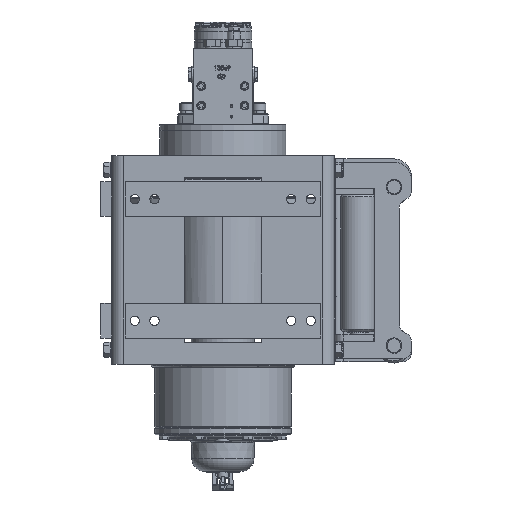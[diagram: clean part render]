
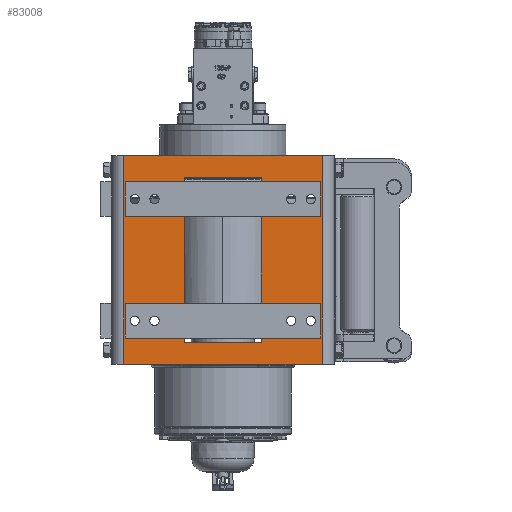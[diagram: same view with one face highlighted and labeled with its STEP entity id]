
A CAD part, front view. The second image highlights one B-rep face of the part: STEP entity #83008.
In plain terms, the highlighted planar face has unit normal (0, -1, 0).
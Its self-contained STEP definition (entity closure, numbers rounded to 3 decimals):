
#80937=DIRECTION('',(-1.,0.,0.));
#80938=VECTOR('',#80937,4.438);
#80939=CARTESIAN_POINT('',(2.219,-6.469,-0.438));
#80940=LINE('',#80939,#80938);
#80953=DIRECTION('',(1.,0.,0.));
#80954=VECTOR('',#80953,3.406);
#80955=CARTESIAN_POINT('',(-5.625,-6.469,-7.688));
#80956=LINE('',#80955,#80954);
#80957=DIRECTION('',(0.,0.,1.));
#80958=VECTOR('',#80957,2.);
#80959=CARTESIAN_POINT('',(-5.625,-6.469,-9.688));
#80960=LINE('',#80959,#80958);
#80961=DIRECTION('',(-1.,0.,0.));
#80962=VECTOR('',#80961,3.406);
#80963=CARTESIAN_POINT('',(-2.219,-6.469,-9.688));
#80964=LINE('',#80963,#80962);
#80965=DIRECTION('',(-1.,0.,0.));
#80966=VECTOR('',#80965,3.406);
#80967=CARTESIAN_POINT('',(5.625,-6.469,-9.688));
#80968=LINE('',#80967,#80966);
#80969=DIRECTION('',(0.,0.,-1.));
#80970=VECTOR('',#80969,2.);
#80971=CARTESIAN_POINT('',(5.625,-6.469,-7.688));
#80972=LINE('',#80971,#80970);
#80973=DIRECTION('',(1.,0.,0.));
#80974=VECTOR('',#80973,3.406);
#80975=CARTESIAN_POINT('',(2.219,-6.469,-7.688));
#80976=LINE('',#80975,#80974);
#80977=DIRECTION('',(-1.,0.,0.));
#80978=VECTOR('',#80977,3.406);
#80979=CARTESIAN_POINT('',(5.625,-6.469,-2.688));
#80980=LINE('',#80979,#80978);
#80981=DIRECTION('',(0.,0.,-1.));
#80982=VECTOR('',#80981,2.);
#80983=CARTESIAN_POINT('',(5.625,-6.469,-0.688));
#80984=LINE('',#80983,#80982);
#80985=DIRECTION('',(1.,0.,0.));
#80986=VECTOR('',#80985,3.406);
#80987=CARTESIAN_POINT('',(2.219,-6.469,-0.688));
#80988=LINE('',#80987,#80986);
#80989=DIRECTION('',(1.,0.,0.));
#80990=VECTOR('',#80989,3.406);
#80991=CARTESIAN_POINT('',(-5.625,-6.469,-0.688));
#80992=LINE('',#80991,#80990);
#80993=DIRECTION('',(0.,0.,1.));
#80994=VECTOR('',#80993,2.);
#80995=CARTESIAN_POINT('',(-5.625,-6.469,-2.688));
#80996=LINE('',#80995,#80994);
#80997=DIRECTION('',(-1.,0.,0.));
#80998=VECTOR('',#80997,3.406);
#80999=CARTESIAN_POINT('',(-2.219,-6.469,-2.688));
#81000=LINE('',#80999,#80998);
#81005=DIRECTION('',(0.,0.,-1.));
#81006=VECTOR('',#81005,12.);
#81007=CARTESIAN_POINT('',(5.719,-6.469,0.813));
#81008=LINE('',#81007,#81006);
#82135=DIRECTION('',(0.,0.,1.));
#82136=VECTOR('',#82135,12.);
#82137=CARTESIAN_POINT('',(-5.719,-6.469,-11.188));
#82138=LINE('',#82137,#82136);
#82181=DIRECTION('',(-1.,0.,0.));
#82182=VECTOR('',#82181,11.438);
#82183=CARTESIAN_POINT('',(5.719,-6.469,-11.188));
#82184=LINE('',#82183,#82182);
#82238=DIRECTION('',(1.,0.,0.));
#82239=VECTOR('',#82238,11.438);
#82240=CARTESIAN_POINT('',(-5.719,-6.469,0.813));
#82241=LINE('',#82240,#82239);
#82255=DIRECTION('',(1.,0.,0.));
#82256=VECTOR('',#82255,4.438);
#82257=CARTESIAN_POINT('',(-2.219,-6.469,-9.938));
#82258=LINE('',#82257,#82256);
#82267=DIRECTION('',(0.,0.,-1.));
#82268=VECTOR('',#82267,0.25);
#82269=CARTESIAN_POINT('',(-2.219,-6.469,-0.438));
#82270=LINE('',#82269,#82268);
#82275=DIRECTION('',(0.,0.,-1.));
#82276=VECTOR('',#82275,0.25);
#82277=CARTESIAN_POINT('',(-2.219,-6.469,-9.688));
#82278=LINE('',#82277,#82276);
#82283=DIRECTION('',(0.,0.,-1.));
#82284=VECTOR('',#82283,5.);
#82285=CARTESIAN_POINT('',(-2.219,-6.469,-2.688));
#82286=LINE('',#82285,#82284);
#82403=DIRECTION('',(0.,0.,1.));
#82404=VECTOR('',#82403,0.25);
#82405=CARTESIAN_POINT('',(2.219,-6.469,-9.938));
#82406=LINE('',#82405,#82404);
#82415=DIRECTION('',(0.,0.,1.));
#82416=VECTOR('',#82415,0.25);
#82417=CARTESIAN_POINT('',(2.219,-6.469,-0.688));
#82418=LINE('',#82417,#82416);
#82423=DIRECTION('',(0.,0.,1.));
#82424=VECTOR('',#82423,5.);
#82425=CARTESIAN_POINT('',(2.219,-6.469,-7.688));
#82426=LINE('',#82425,#82424);
#82609=CARTESIAN_POINT('',(2.219,-6.469,-0.438));
#82610=CARTESIAN_POINT('',(-2.219,-6.469,-0.438));
#82611=VERTEX_POINT('',#82609);
#82612=VERTEX_POINT('',#82610);
#82613=CARTESIAN_POINT('',(2.219,-6.469,-9.938));
#82614=CARTESIAN_POINT('',(2.219,-6.469,-9.688));
#82615=VERTEX_POINT('',#82613);
#82616=VERTEX_POINT('',#82614);
#82621=CARTESIAN_POINT('',(-2.219,-6.469,-9.938));
#82622=VERTEX_POINT('',#82621);
#82623=CARTESIAN_POINT('',(2.219,-6.469,-7.688));
#82624=VERTEX_POINT('',#82623);
#82627=CARTESIAN_POINT('',(2.219,-6.469,-0.688));
#82628=VERTEX_POINT('',#82627);
#82629=CARTESIAN_POINT('',(-2.219,-6.469,-0.688));
#82630=VERTEX_POINT('',#82629);
#82633=CARTESIAN_POINT('',(2.219,-6.469,-2.688));
#82634=VERTEX_POINT('',#82633);
#82635=CARTESIAN_POINT('',(5.625,-6.469,-9.688));
#82636=VERTEX_POINT('',#82635);
#82637=CARTESIAN_POINT('',(5.625,-6.469,-0.688));
#82638=VERTEX_POINT('',#82637);
#82639=CARTESIAN_POINT('',(-5.625,-6.469,-0.688));
#82640=VERTEX_POINT('',#82639);
#82641=CARTESIAN_POINT('',(-2.219,-6.469,-2.688));
#82642=CARTESIAN_POINT('',(-2.219,-6.469,-7.688));
#82643=VERTEX_POINT('',#82641);
#82644=VERTEX_POINT('',#82642);
#82649=CARTESIAN_POINT('',(-2.219,-6.469,-9.688));
#82650=VERTEX_POINT('',#82649);
#82651=CARTESIAN_POINT('',(5.625,-6.469,-7.688));
#82652=VERTEX_POINT('',#82651);
#82653=CARTESIAN_POINT('',(5.625,-6.469,-2.688));
#82654=VERTEX_POINT('',#82653);
#82655=CARTESIAN_POINT('',(-5.625,-6.469,-2.688));
#82656=VERTEX_POINT('',#82655);
#82657=CARTESIAN_POINT('',(-5.625,-6.469,-7.688));
#82658=VERTEX_POINT('',#82657);
#82663=CARTESIAN_POINT('',(-5.625,-6.469,-9.688));
#82664=VERTEX_POINT('',#82663);
#82671=CARTESIAN_POINT('',(5.719,-6.469,0.813));
#82672=CARTESIAN_POINT('',(5.719,-6.469,-11.188));
#82673=VERTEX_POINT('',#82671);
#82674=VERTEX_POINT('',#82672);
#82695=CARTESIAN_POINT('',(-5.719,-6.469,-11.188));
#82696=CARTESIAN_POINT('',(-5.719,-6.469,0.813));
#82697=VERTEX_POINT('',#82695);
#82698=VERTEX_POINT('',#82696);
#82952=CARTESIAN_POINT('',(-5.719,-6.469,0.813));
#82953=DIRECTION('',(0.,1.,0.));
#82954=DIRECTION('',(-1.,0.,0.));
#82955=AXIS2_PLACEMENT_3D('',#82952,#82953,#82954);
#82956=PLANE('',#82955);
#82958=ORIENTED_EDGE('',*,*,#82957,.T.);
#82960=ORIENTED_EDGE('',*,*,#82959,.T.);
#82962=ORIENTED_EDGE('',*,*,#82961,.T.);
#82964=ORIENTED_EDGE('',*,*,#82963,.T.);
#82965=EDGE_LOOP('',(#82958,#82960,#82962,#82964));
#82966=FACE_OUTER_BOUND('',#82965,.F.);
#82968=ORIENTED_EDGE('',*,*,#82967,.T.);
#82970=ORIENTED_EDGE('',*,*,#82969,.F.);
#82972=ORIENTED_EDGE('',*,*,#82971,.F.);
#82974=ORIENTED_EDGE('',*,*,#82973,.F.);
#82976=ORIENTED_EDGE('',*,*,#82975,.T.);
#82978=ORIENTED_EDGE('',*,*,#82977,.T.);
#82980=ORIENTED_EDGE('',*,*,#82979,.T.);
#82982=ORIENTED_EDGE('',*,*,#82981,.F.);
#82984=ORIENTED_EDGE('',*,*,#82983,.F.);
#82986=ORIENTED_EDGE('',*,*,#82985,.F.);
#82988=ORIENTED_EDGE('',*,*,#82987,.T.);
#82990=ORIENTED_EDGE('',*,*,#82989,.F.);
#82992=ORIENTED_EDGE('',*,*,#82991,.F.);
#82994=ORIENTED_EDGE('',*,*,#82993,.F.);
#82996=ORIENTED_EDGE('',*,*,#82995,.T.);
#82997=ORIENTED_EDGE('',*,*,#82934,.T.);
#82999=ORIENTED_EDGE('',*,*,#82998,.T.);
#83001=ORIENTED_EDGE('',*,*,#83000,.F.);
#83003=ORIENTED_EDGE('',*,*,#83002,.F.);
#83005=ORIENTED_EDGE('',*,*,#83004,.F.);
#83006=EDGE_LOOP('',(#82968,#82970,#82972,#82974,#82976,#82978,#82980,#82982,
#82984,#82986,#82988,#82990,#82992,#82994,#82996,#82997,#82999,#83001,#83003,
#83005));
#83007=FACE_BOUND('',#83006,.F.);
#82934=EDGE_CURVE('',#82611,#82612,#80940,.T.);
#82957=EDGE_CURVE('',#82673,#82674,#81008,.T.);
#82959=EDGE_CURVE('',#82674,#82697,#82184,.T.);
#82961=EDGE_CURVE('',#82697,#82698,#82138,.T.);
#82963=EDGE_CURVE('',#82698,#82673,#82241,.T.);
#82967=EDGE_CURVE('',#82643,#82644,#82286,.T.);
#82969=EDGE_CURVE('',#82658,#82644,#80956,.T.);
#82971=EDGE_CURVE('',#82664,#82658,#80960,.T.);
#82973=EDGE_CURVE('',#82650,#82664,#80964,.T.);
#82975=EDGE_CURVE('',#82650,#82622,#82278,.T.);
#82977=EDGE_CURVE('',#82622,#82615,#82258,.T.);
#82979=EDGE_CURVE('',#82615,#82616,#82406,.T.);
#82981=EDGE_CURVE('',#82636,#82616,#80968,.T.);
#82983=EDGE_CURVE('',#82652,#82636,#80972,.T.);
#82985=EDGE_CURVE('',#82624,#82652,#80976,.T.);
#82987=EDGE_CURVE('',#82624,#82634,#82426,.T.);
#82989=EDGE_CURVE('',#82654,#82634,#80980,.T.);
#82991=EDGE_CURVE('',#82638,#82654,#80984,.T.);
#82993=EDGE_CURVE('',#82628,#82638,#80988,.T.);
#82995=EDGE_CURVE('',#82628,#82611,#82418,.T.);
#82998=EDGE_CURVE('',#82612,#82630,#82270,.T.);
#83000=EDGE_CURVE('',#82640,#82630,#80992,.T.);
#83002=EDGE_CURVE('',#82656,#82640,#80996,.T.);
#83004=EDGE_CURVE('',#82643,#82656,#81000,.T.);
#83008=ADVANCED_FACE('',(#82966,#83007),#82956,.F.);
